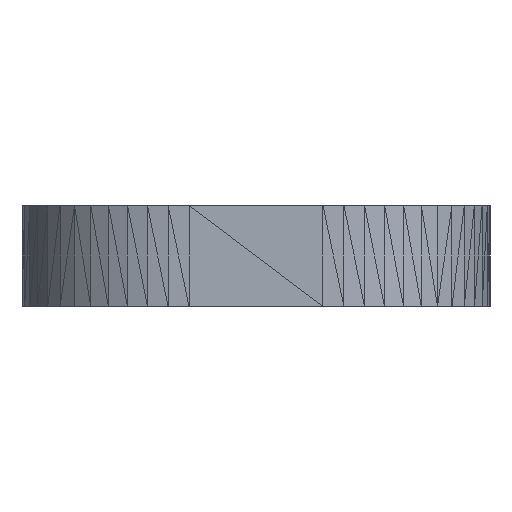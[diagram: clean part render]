
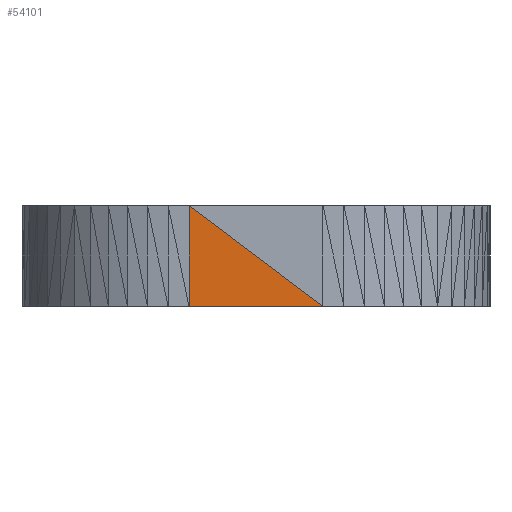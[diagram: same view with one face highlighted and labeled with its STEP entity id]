
A CAD part, left-side view. The second image highlights one B-rep face of the part: STEP entity #54101.
In plain terms, the highlighted planar face has unit normal (-1, 0, 0).
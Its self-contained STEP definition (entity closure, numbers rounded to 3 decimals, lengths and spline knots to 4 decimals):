
#54054 = VERTEX_POINT('',#54055);
#54055 = CARTESIAN_POINT('',(-52.,2.,3.));
#54090 = PLANE('',#54091);
#54091 = AXIS2_PLACEMENT_3D('',#54092,#54093,#54094);
#54092 = CARTESIAN_POINT('',(-52.,-0.5,2.));
#54093 = DIRECTION('',(-1.,-0.,-0.));
#54094 = DIRECTION('',(0.,0.,-1.));
#54101 = ADVANCED_FACE('',(#54102),#54114,.T.);
#54102 = FACE_BOUND('',#54103,.T.);
#54103 = EDGE_LOOP('',(#54104,#54132,#54160));
#54104 = ORIENTED_EDGE('',*,*,#54105,.T.);
#54105 = EDGE_CURVE('',#54106,#54054,#54108,.T.);
#54106 = VERTEX_POINT('',#54107);
#54107 = CARTESIAN_POINT('',(-52.,-2.,0.));
#54108 = SURFACE_CURVE('',#54109,(#54113,#54125),.PCURVE_S1.);
#54109 = LINE('',#54110,#54111);
#54110 = CARTESIAN_POINT('',(-52.,-2.,0.));
#54111 = VECTOR('',#54112,1.);
#54112 = DIRECTION('',(0.,0.8,0.6));
#54113 = PCURVE('',#54114,#54119);
#54114 = PLANE('',#54115);
#54115 = AXIS2_PLACEMENT_3D('',#54116,#54117,#54118);
#54116 = CARTESIAN_POINT('',(-52.,0.5,1.));
#54117 = DIRECTION('',(-1.,-0.,-0.));
#54118 = DIRECTION('',(0.,0.,-1.));
#54119 = DEFINITIONAL_REPRESENTATION('',(#54120),#54124);
#54120 = LINE('',#54121,#54122);
#54121 = CARTESIAN_POINT('',(1.,2.5));
#54122 = VECTOR('',#54123,1.);
#54123 = DIRECTION('',(-0.6,-0.8));
#54124 = ( GEOMETRIC_REPRESENTATION_CONTEXT(2) 
PARAMETRIC_REPRESENTATION_CONTEXT() REPRESENTATION_CONTEXT('2D SPACE',''
  ) );
#54125 = PCURVE('',#54090,#54126);
#54126 = DEFINITIONAL_REPRESENTATION('',(#54127),#54131);
#54127 = LINE('',#54128,#54129);
#54128 = CARTESIAN_POINT('',(2.,1.5));
#54129 = VECTOR('',#54130,1.);
#54130 = DIRECTION('',(-0.6,-0.8));
#54131 = ( GEOMETRIC_REPRESENTATION_CONTEXT(2) 
PARAMETRIC_REPRESENTATION_CONTEXT() REPRESENTATION_CONTEXT('2D SPACE',''
  ) );
#54132 = ORIENTED_EDGE('',*,*,#54133,.T.);
#54133 = EDGE_CURVE('',#54054,#54134,#54136,.T.);
#54134 = VERTEX_POINT('',#54135);
#54135 = CARTESIAN_POINT('',(-52.,2.,0.));
#54136 = SURFACE_CURVE('',#54137,(#54141,#54148),.PCURVE_S1.);
#54137 = LINE('',#54138,#54139);
#54138 = CARTESIAN_POINT('',(-52.,2.,3.));
#54139 = VECTOR('',#54140,1.);
#54140 = DIRECTION('',(0.,0.,-1.));
#54141 = PCURVE('',#54114,#54142);
#54142 = DEFINITIONAL_REPRESENTATION('',(#54143),#54147);
#54143 = LINE('',#54144,#54145);
#54144 = CARTESIAN_POINT('',(-2.,-1.5));
#54145 = VECTOR('',#54146,1.);
#54146 = DIRECTION('',(1.,0.));
#54147 = ( GEOMETRIC_REPRESENTATION_CONTEXT(2) 
PARAMETRIC_REPRESENTATION_CONTEXT() REPRESENTATION_CONTEXT('2D SPACE',''
  ) );
#54148 = PCURVE('',#54149,#54154);
#54149 = PLANE('',#54150);
#54150 = AXIS2_PLACEMENT_3D('',#54151,#54152,#54153);
#54151 = CARTESIAN_POINT('',(-51.9891,2.1729,
    1.6407));
#54152 = DIRECTION('',(-0.998,0.063,
    0.));
#54153 = DIRECTION('',(-0.063,-0.998,0.));
#54154 = DEFINITIONAL_REPRESENTATION('',(#54155),#54159);
#54155 = LINE('',#54156,#54157);
#54156 = CARTESIAN_POINT('',(0.173,1.359));
#54157 = VECTOR('',#54158,1.);
#54158 = DIRECTION('',(0.,-1.));
#54159 = ( GEOMETRIC_REPRESENTATION_CONTEXT(2) 
PARAMETRIC_REPRESENTATION_CONTEXT() REPRESENTATION_CONTEXT('2D SPACE',''
  ) );
#54160 = ORIENTED_EDGE('',*,*,#54161,.T.);
#54161 = EDGE_CURVE('',#54134,#54106,#54162,.T.);
#54162 = SURFACE_CURVE('',#54163,(#54167,#54174),.PCURVE_S1.);
#54163 = LINE('',#54164,#54165);
#54164 = CARTESIAN_POINT('',(-52.,2.,0.));
#54165 = VECTOR('',#54166,1.);
#54166 = DIRECTION('',(0.,-1.,0.));
#54167 = PCURVE('',#54114,#54168);
#54168 = DEFINITIONAL_REPRESENTATION('',(#54169),#54173);
#54169 = LINE('',#54170,#54171);
#54170 = CARTESIAN_POINT('',(1.,-1.5));
#54171 = VECTOR('',#54172,1.);
#54172 = DIRECTION('',(0.,1.));
#54173 = ( GEOMETRIC_REPRESENTATION_CONTEXT(2) 
PARAMETRIC_REPRESENTATION_CONTEXT() REPRESENTATION_CONTEXT('2D SPACE',''
  ) );
#54174 = PCURVE('',#54175,#54180);
#54175 = PLANE('',#54176);
#54176 = AXIS2_PLACEMENT_3D('',#54177,#54178,#54179);
#54177 = CARTESIAN_POINT('',(-50.725,0.,0.));
#54178 = DIRECTION('',(-0.,-0.,-1.));
#54179 = DIRECTION('',(-1.,0.,0.));
#54180 = DEFINITIONAL_REPRESENTATION('',(#54181),#54185);
#54181 = LINE('',#54182,#54183);
#54182 = CARTESIAN_POINT('',(1.275,2.));
#54183 = VECTOR('',#54184,1.);
#54184 = DIRECTION('',(0.,-1.));
#54185 = ( GEOMETRIC_REPRESENTATION_CONTEXT(2) 
PARAMETRIC_REPRESENTATION_CONTEXT() REPRESENTATION_CONTEXT('2D SPACE',''
  ) );
